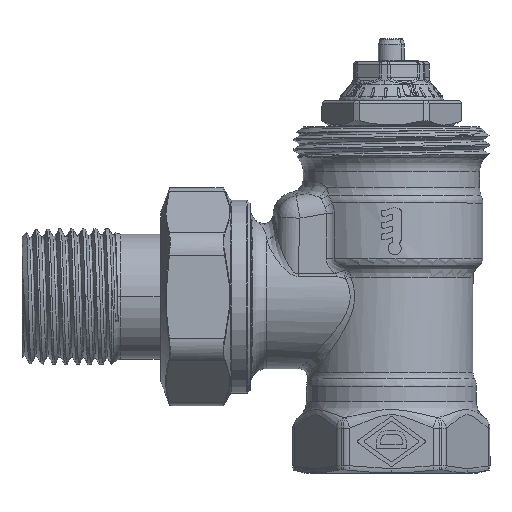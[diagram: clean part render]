
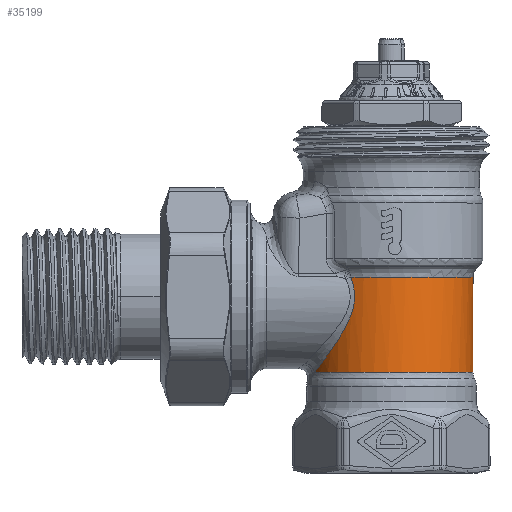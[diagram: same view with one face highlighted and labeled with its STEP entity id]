
A CAD part, top view. The second image highlights one B-rep face of the part: STEP entity #35199.
In plain terms, the highlighted cylindrical face has radius 12.5 mm (diameter 25 mm), a partial arc.
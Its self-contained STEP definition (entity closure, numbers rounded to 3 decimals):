
#10132=CARTESIAN_POINT('',(0.,2.979,0.));
#10133=DIRECTION('',(0.,-1.,0.));
#10134=DIRECTION('',(-0.498,0.,-0.867));
#10135=AXIS2_PLACEMENT_3D('',#10132,#10133,#10134);
#10163=CARTESIAN_POINT('',(-11.787,-11.598,
-4.163));
#10164=CARTESIAN_POINT('',(-11.716,-11.508,
-4.363));
#10165=CARTESIAN_POINT('',(-11.562,-11.312,
-4.765));
#10166=CARTESIAN_POINT('',(-11.295,-10.967,
-5.369));
#10167=CARTESIAN_POINT('',(-10.988,-10.57,
-5.972));
#10168=CARTESIAN_POINT('',(-10.642,-10.116,
-6.57));
#10169=CARTESIAN_POINT('',(-10.254,-9.601,
-7.161));
#10170=CARTESIAN_POINT('',(-9.826,-9.022,
-7.738));
#10171=CARTESIAN_POINT('',(-9.36,-8.379,
-8.295));
#10172=CARTESIAN_POINT('',(-8.864,-7.673,
-8.824));
#10173=CARTESIAN_POINT('',(-8.348,-6.911,
-9.313));
#10174=CARTESIAN_POINT('',(-7.833,-6.11,
-9.748));
#10175=CARTESIAN_POINT('',(-7.346,-5.298,
-10.119));
#10176=CARTESIAN_POINT('',(-6.91,-4.504,
-10.42));
#10177=CARTESIAN_POINT('',(-6.546,-3.759,
-10.651));
#10178=CARTESIAN_POINT('',(-6.257,-3.077,
-10.823));
#10179=CARTESIAN_POINT('',(-6.033,-2.453,
-10.948));
#10180=CARTESIAN_POINT('',(-5.864,-1.867,
-11.039));
#10181=CARTESIAN_POINT('',(-5.745,-1.321,
-11.102));
#10182=CARTESIAN_POINT('',(-5.669,-0.805,
-11.141));
#10183=CARTESIAN_POINT('',(-5.63,-0.292,
-11.16));
#10184=CARTESIAN_POINT('',(-5.627,0.213,
-11.162));
#10185=CARTESIAN_POINT('',(-5.659,0.711,
-11.146));
#10186=CARTESIAN_POINT('',(-5.73,1.233,
-11.11));
#10187=CARTESIAN_POINT('',(-5.842,1.779,
-11.051));
#10188=CARTESIAN_POINT('',(-5.999,2.346,
-10.967));
#10189=CARTESIAN_POINT('',(-6.144,2.763,
-10.886));
#10190=CARTESIAN_POINT('',(-6.226,2.979,
-10.839));
#10192=CARTESIAN_POINT('',(-11.787,-11.598,
4.163));
#10193=CARTESIAN_POINT('',(-11.716,-11.508,
4.363));
#10194=CARTESIAN_POINT('',(-11.562,-11.312,
4.765));
#10195=CARTESIAN_POINT('',(-11.295,-10.967,
5.369));
#10196=CARTESIAN_POINT('',(-10.988,-10.57,
5.972));
#10197=CARTESIAN_POINT('',(-10.642,-10.116,
6.57));
#10198=CARTESIAN_POINT('',(-10.254,-9.601,
7.161));
#10199=CARTESIAN_POINT('',(-9.826,-9.022,
7.738));
#10200=CARTESIAN_POINT('',(-9.36,-8.379,
8.295));
#10201=CARTESIAN_POINT('',(-8.864,-7.673,
8.824));
#10202=CARTESIAN_POINT('',(-8.348,-6.911,
9.313));
#10203=CARTESIAN_POINT('',(-7.833,-6.11,
9.748));
#10204=CARTESIAN_POINT('',(-7.346,-5.298,
10.119));
#10205=CARTESIAN_POINT('',(-6.91,-4.504,
10.42));
#10206=CARTESIAN_POINT('',(-6.546,-3.759,
10.651));
#10207=CARTESIAN_POINT('',(-6.257,-3.077,
10.823));
#10208=CARTESIAN_POINT('',(-6.033,-2.453,
10.948));
#10209=CARTESIAN_POINT('',(-5.864,-1.867,
11.039));
#10210=CARTESIAN_POINT('',(-5.745,-1.321,
11.102));
#10211=CARTESIAN_POINT('',(-5.669,-0.805,
11.141));
#10212=CARTESIAN_POINT('',(-5.63,-0.292,
11.16));
#10213=CARTESIAN_POINT('',(-5.627,0.213,
11.162));
#10214=CARTESIAN_POINT('',(-5.659,0.711,
11.146));
#10215=CARTESIAN_POINT('',(-5.73,1.233,
11.11));
#10216=CARTESIAN_POINT('',(-5.842,1.779,
11.051));
#10217=CARTESIAN_POINT('',(-5.999,2.346,
10.967));
#10218=CARTESIAN_POINT('',(-6.144,2.763,
10.886));
#10219=CARTESIAN_POINT('',(-6.226,2.979,
10.839));
#21522=CARTESIAN_POINT('',(-11.787,-11.598,
4.163));
#21524=CARTESIAN_POINT('',(0.,-11.598,0.));
#21525=DIRECTION('',(0.,1.,0.));
#21526=DIRECTION('',(-0.943,0.,0.333));
#21527=AXIS2_PLACEMENT_3D('',#21524,#21525,#21526);
#21535=CARTESIAN_POINT('',(-11.787,-11.598,
-4.163));
#23067=VERTEX_POINT('',#21522);
#23070=VERTEX_POINT('',#10219);
#23075=VERTEX_POINT('',#21535);
#23078=VERTEX_POINT('',#10190);
#35185=CARTESIAN_POINT('',(0.,31.442,0.));
#35186=DIRECTION('',(0.,-1.,0.));
#35187=DIRECTION('',(1.,0.,0.));
#35188=AXIS2_PLACEMENT_3D('',#35185,#35186,#35187);
#35189=CYLINDRICAL_SURFACE('',#35188,12.5);
#35190=ORIENTED_EDGE('',*,*,#35171,.F.);
#35192=ORIENTED_EDGE('',*,*,#35191,.F.);
#35194=ORIENTED_EDGE('',*,*,#35193,.F.);
#35196=ORIENTED_EDGE('',*,*,#35195,.T.);
#35197=EDGE_LOOP('',(#35190,#35192,#35194,#35196));
#35198=FACE_OUTER_BOUND('',#35197,.F.);
#35199=ADVANCED_FACE('',(#35198),#35189,.T.);
#10136=CIRCLE('',#10135,12.5);
#10191=B_SPLINE_CURVE_WITH_KNOTS('',3,(#10163,#10164,#10165,#10166,#10167,
#10168,#10169,#10170,#10171,#10172,#10173,#10174,#10175,#10176,#10177,#10178,
#10179,#10180,#10181,#10182,#10183,#10184,#10185,#10186,#10187,#10188,#10189,
#10190),.UNSPECIFIED.,.F.,.F.,(4,1,1,1,1,1,1,1,1,1,1,1,1,1,1,1,1,1,1,1,1,1,1,1,
1,4),(0.,0.04,0.08,0.12,0.16,0.2,0.24,0.28,0.32,0.36,0.4,
0.44,0.48,0.52,0.56,0.6,0.64,0.68,0.72,0.76,0.8,0.84,
0.88,0.92,0.96,1.),.UNSPECIFIED.);
#10220=B_SPLINE_CURVE_WITH_KNOTS('',3,(#10192,#10193,#10194,#10195,#10196,
#10197,#10198,#10199,#10200,#10201,#10202,#10203,#10204,#10205,#10206,#10207,
#10208,#10209,#10210,#10211,#10212,#10213,#10214,#10215,#10216,#10217,#10218,
#10219),.UNSPECIFIED.,.F.,.F.,(4,1,1,1,1,1,1,1,1,1,1,1,1,1,1,1,1,1,1,1,1,1,1,1,
1,4),(0.,0.04,0.08,0.12,0.16,0.2,0.24,0.28,0.32,0.36,0.4,
0.44,0.48,0.52,0.56,0.6,0.64,0.68,0.72,0.76,0.8,0.84,
0.88,0.92,0.96,1.),.UNSPECIFIED.);
#21528=CIRCLE('',#21527,12.5);
#35171=EDGE_CURVE('',#23078,#23070,#10136,.T.);
#35191=EDGE_CURVE('',#23075,#23078,#10191,.T.);
#35193=EDGE_CURVE('',#23067,#23075,#21528,.T.);
#35195=EDGE_CURVE('',#23067,#23070,#10220,.T.);
